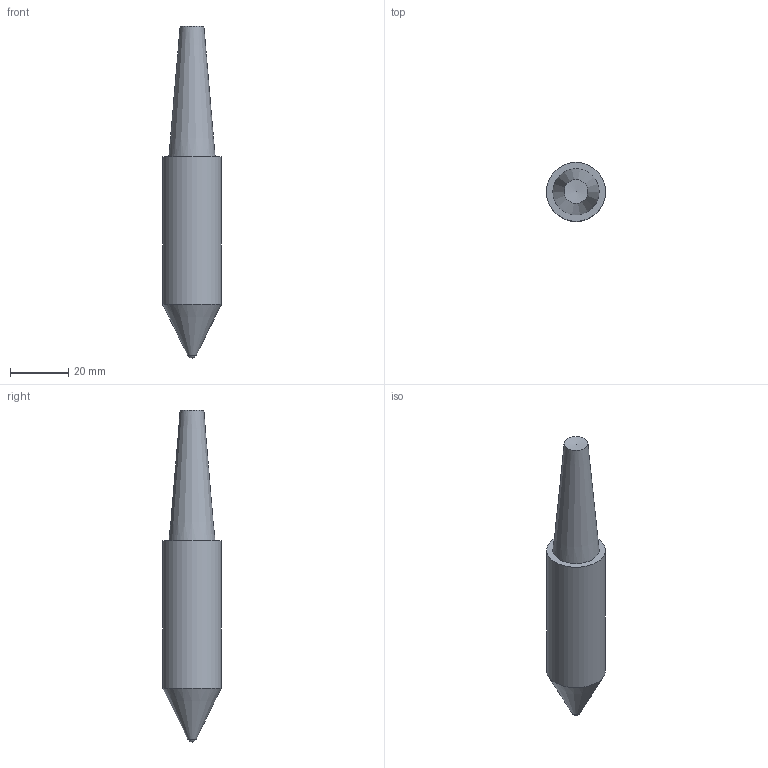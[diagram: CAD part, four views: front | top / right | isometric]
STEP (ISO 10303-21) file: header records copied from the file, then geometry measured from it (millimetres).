
FILE_DESCRIPTION(/* description */ ('STEP AP214'),/* implementation_level */ '2;1');
FILE_NAME(/* name */ '66073ef79cf91a14da95fd25',/* time_stamp */ '2024-03-29T22:21:43Z',/* author */ (''),/* organization */ (''),/* preprocessor_version */ 'ST-DEVELOPER v19.4',/* originating_system */ ' ',/* authorisation */ ' ');
FILE_SCHEMA (('AUTOMOTIVE_DESIGN {1 0 10303 214 3 1 1}'));
Length unit declared in the file: metre
Products named in the file (1): Marker
Bounding box: 20.36 x 20.36 x 114.43 mm (x, y, z)
Volume: 24010.3 mm3; surface area: 5862.4 mm2
Topology: 1 solids, 1 shells, 8 faces, 15 edges, 10 vertices
Faces by surface type: plane 3, cone 3, cylinder 1, sphere 1
Full cylindrical faces by diameter (mm): 20.32 x1
Entity records: 188 total; most frequent: DIRECTION 32, CARTESIAN_POINT 24, AXIS2_PLACEMENT_3D 16, FACE_BOUND 15, ORIENTED_EDGE 14, EDGE_LOOP 14, VERTEX_POINT 8, ADVANCED_FACE 8
